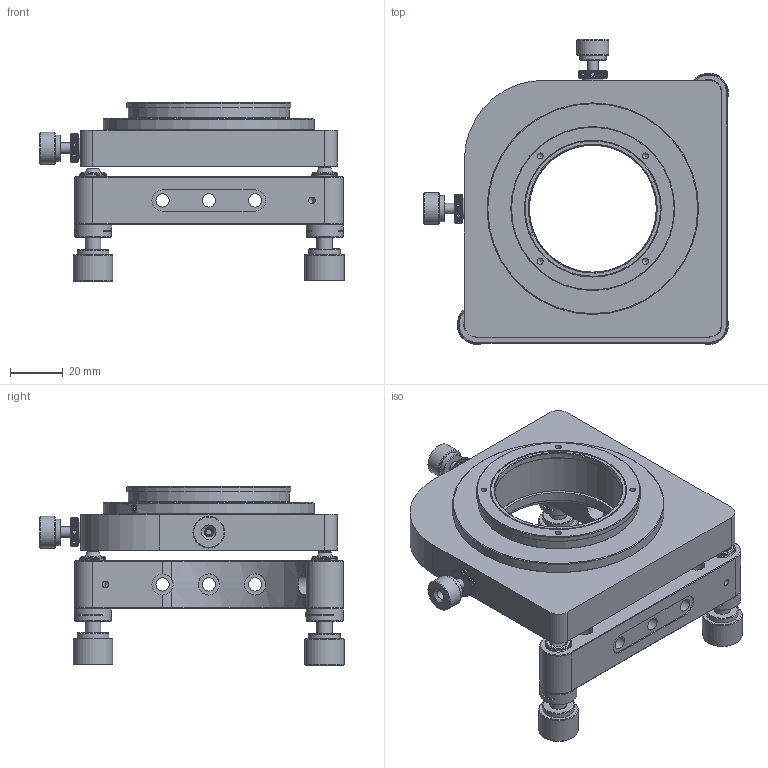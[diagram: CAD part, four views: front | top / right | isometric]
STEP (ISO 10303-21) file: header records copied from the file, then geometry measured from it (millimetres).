
FILE_DESCRIPTION (( 'STEP AP203' ), '1' );
FILE_NAME ('521910.STEP', '2025-06-11T01:16:08', ( 'Windows User' ), ( 'P R C' ), 'SwSTEP 2.0', 'SolidWorks 2020', '' );
FILE_SCHEMA (( 'CONFIG_CONTROL_DESIGN' ));
Length unit declared in the file: millimetre
Products named in the file (1): 521910
Bounding box: 115.3 x 115.3 x 67.6 mm (x, y, z)
Volume: 168545.7 mm3; surface area: 61142.1 mm2
Topology: 24 solids, 26 shells, 1506 faces, 3982 edges, 2596 vertices
Faces by surface type: plane 668, cylinder 315, cone 301, bspline 222
Full cylindrical faces by diameter (mm): 0.8 x4, 1.5 x16, 2 x2, 2.261 x4, 2.468 x3, 2.5 x4, 3 x4, 3.5 x2, 3.75 x2, 3.99 x3, 4 x7, 5 x6, 6 x15, 6.5 x7, 8 x11, 9.5 x9, 10 x2, 12 x5, 14 x3, 15 x3, 48 x1, 48.3 x1, 50.05 x1, 51.05 x2, 51.689 x1, 51.75 x1, 58 x1, 61 x1, 62 x1, 66 x1
Entity records: 54996 total; most frequent: CARTESIAN_POINT 21470, ORIENTED_EDGE 7200, DIRECTION 6052, EDGE_CURVE 3600, VERTEX_POINT 2468, AXIS2_PLACEMENT_3D 2175, EDGE_LOOP 1894, LINE 1702
